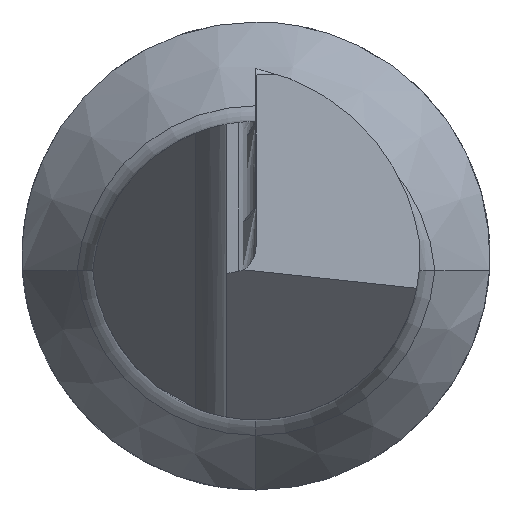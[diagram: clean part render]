
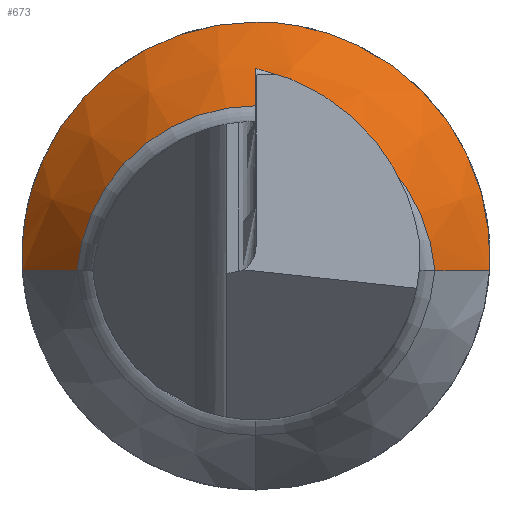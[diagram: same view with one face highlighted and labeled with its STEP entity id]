
A CAD part, left-side view. The second image highlights one B-rep face of the part: STEP entity #673.
In plain terms, the highlighted conical face has half-angle 30 degrees and reference radius 3.35 mm.
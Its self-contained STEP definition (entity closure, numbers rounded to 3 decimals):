
#2 = CARTESIAN_POINT ( 'NONE',  ( -2.3, -1.529, -0.125 ) ) ;
#6 = CARTESIAN_POINT ( 'NONE',  ( -1.063, 0.276, 1.986 ) ) ;
#8 = CARTESIAN_POINT ( 'NONE',  ( -1.147, 1.269, 1.552 ) ) ;
#22 = CARTESIAN_POINT ( 'NONE',  ( -1.081, 0.675, 1.888 ) ) ;
#27 = CARTESIAN_POINT ( 'NONE',  ( -1.073, 0.544, 1.929 ) ) ;
#56 = CARTESIAN_POINT ( 'NONE',  ( -1.06, -0.138, 2. ) ) ;
#59 = CARTESIAN_POINT ( 'NONE',  ( -1.165, 1.373, 1.46 ) ) ;
#67 = CARTESIAN_POINT ( 'NONE',  ( -1.06, 0., 2. ) ) ;
#96 = CARTESIAN_POINT ( 'NONE',  ( -1.116, 1.047, 1.71 ) ) ;
#99 = CONICAL_SURFACE ( 'NONE', #147, 3.35, 0.524 ) ;
#136 = CARTESIAN_POINT ( 'NONE',  ( -1.224, 1.65, 1.162 ) ) ;
#143 = AXIS2_PLACEMENT_3D ( 'NONE', #620, #627, #633 ) ;
#147 = AXIS2_PLACEMENT_3D ( 'NONE', #245, #228, #293 ) ;
#163 = CARTESIAN_POINT ( 'NONE',  ( -1.272, 1.794, 0.924 ) ) ;
#173 = CARTESIAN_POINT ( 'NONE',  ( -1.377, 1.974, 0.418 ) ) ;
#178 = VERTEX_POINT ( 'NONE', #919 ) ;
#180 = CARTESIAN_POINT ( 'NONE',  ( -1.434, 2.013, 0.146 ) ) ;
#182 = CARTESIAN_POINT ( 'NONE',  ( -1.493, 1.996, -0.125 ) ) ;
#183 = B_SPLINE_CURVE_WITH_KNOTS ( 'NONE', 3,
 ( #865, #861, #909, #918 ),
 .UNSPECIFIED., .F., .F.,
 ( 4, 4 ),
 ( 0., 0.001 ),
 .UNSPECIFIED. ) ;
#222 = CARTESIAN_POINT ( 'NONE',  ( -2.031, 1.685, -0.125 ) ) ;
#226 = CARTESIAN_POINT ( 'NONE',  ( -2.3, 1.529, -0.125 ) ) ;
#228 = DIRECTION ( 'NONE',  ( 1., 0., 0. ) ) ;
#231 = CARTESIAN_POINT ( 'NONE',  ( -1.762, 1.84, -0.125 ) ) ;
#234 = CARTESIAN_POINT ( 'NONE',  ( -1.493, 1.996, -0.125 ) ) ;
#245 = CARTESIAN_POINT ( 'NONE',  ( 0.845, 0., -0.25 ) ) ;
#293 = DIRECTION ( 'NONE',  ( 0., 0., -1. ) ) ;
#303 = VERTEX_POINT ( 'NONE', #2 ) ;
#340 = CARTESIAN_POINT ( 'NONE',  ( -2.3, 1.529, -0.125 ) ) ;
#342 = B_SPLINE_CURVE_WITH_KNOTS ( 'NONE', 3,
 ( #226, #222, #231, #234 ),
 .UNSPECIFIED., .F., .F.,
 ( 4, 4 ),
 ( 0., 0.001 ),
 .UNSPECIFIED. ) ;
#366 = ORIENTED_EDGE ( 'NONE', *, *, #669, .F. ) ;
#374 = CARTESIAN_POINT ( 'NONE',  ( -1.463, -2.005, 0.01 ) ) ;
#385 = CARTESIAN_POINT ( 'NONE',  ( -1.493, 1.996, -0.125 ) ) ;
#388 = CARTESIAN_POINT ( 'NONE',  ( -1.493, -1.996, -0.125 ) ) ;
#403 = CARTESIAN_POINT ( 'NONE',  ( -1.435, -1.999, 0.145 ) ) ;
#405 = CARTESIAN_POINT ( 'NONE',  ( -1.379, -1.962, 0.411 ) ) ;
#409 = CARTESIAN_POINT ( 'NONE',  ( -1.351, -1.929, 0.544 ) ) ;
#417 = CARTESIAN_POINT ( 'NONE',  ( -1.298, -1.839, 0.798 ) ) ;
#423 = CARTESIAN_POINT ( 'NONE',  ( -1.273, -1.781, 0.92 ) ) ;
#426 = CARTESIAN_POINT ( 'NONE',  ( -1.227, -1.641, 1.152 ) ) ;
#430 = EDGE_CURVE ( 'NONE', #178, #617, #854, .T. ) ;
#432 = CARTESIAN_POINT ( 'NONE',  ( -1.204, -1.557, 1.262 ) ) ;
#434 = CARTESIAN_POINT ( 'NONE',  ( -1.145, -1.281, 1.56 ) ) ;
#442 = CARTESIAN_POINT ( 'NONE',  ( -1.113, -1.052, 1.723 ) ) ;
#464 = CARTESIAN_POINT ( 'NONE',  ( -1.082, -0.676, 1.887 ) ) ;
#470 = CARTESIAN_POINT ( 'NONE',  ( -1.073, -0.543, 1.93 ) ) ;
#483 = CARTESIAN_POINT ( 'NONE',  ( -1.063, -0.274, 1.986 ) ) ;
#485 = CIRCLE ( 'NONE', #143, 1.534 ) ;
#534 = FACE_OUTER_BOUND ( 'NONE', #915, .T. ) ;
#536 = EDGE_CURVE ( 'NONE', #617, #683, #654, .T. ) ;
#548 = VERTEX_POINT ( 'NONE', #340 ) ;
#572 = ORIENTED_EDGE ( 'NONE', *, *, #793, .F. ) ;
#617 = VERTEX_POINT ( 'NONE', #67 ) ;
#620 = CARTESIAN_POINT ( 'NONE',  ( -2.3, 0., -0.25 ) ) ;
#627 = DIRECTION ( 'NONE',  ( 1., 0., 0. ) ) ;
#633 = DIRECTION ( 'NONE',  ( 0., 0., -1. ) ) ;
#654 = B_SPLINE_CURVE_WITH_KNOTS ( 'NONE', 3,
 ( #911, #959, #6, #27, #22, #713, #96, #8, #59, #136, #163, #173, #180, #182 ),
 .UNSPECIFIED., .F., .F.,
 ( 4, 2, 2, 2, 2, 2, 4 ),
 ( 0.003, 0.004, 0.004, 0.005, 0.005, 0.006, 0.007 ),
 .UNSPECIFIED. ) ;
#669 = EDGE_CURVE ( 'NONE', #548, #683, #342, .T. ) ;
#673 = ADVANCED_FACE ( 'NONE', ( #534 ), #99, .T. ) ;
#683 = VERTEX_POINT ( 'NONE', #385 ) ;
#684 = EDGE_CURVE ( 'NONE', #548, #303, #485, .T. ) ;
#711 = CARTESIAN_POINT ( 'NONE',  ( -1.06, 0., 2. ) ) ;
#713 = CARTESIAN_POINT ( 'NONE',  ( -1.103, 0.928, 1.777 ) ) ;
#793 = EDGE_CURVE ( 'NONE', #178, #303, #183, .T. ) ;
#807 = ORIENTED_EDGE ( 'NONE', *, *, #684, .T. ) ;
#854 = B_SPLINE_CURVE_WITH_KNOTS ( 'NONE', 3,
 ( #388, #374, #403, #405, #409, #417, #423, #426, #432, #434, #442, #464, #470, #483, #56, #711 ),
 .UNSPECIFIED., .F., .F.,
 ( 4, 2, 2, 2, 2, 2, 2, 4 ),
 ( 0., 0., 0.001, 0.001, 0.002, 0.002, 0.003, 0.003 ),
 .UNSPECIFIED. ) ;
#861 = CARTESIAN_POINT ( 'NONE',  ( -1.762, -1.84, -0.125 ) ) ;
#865 = CARTESIAN_POINT ( 'NONE',  ( -1.493, -1.996, -0.125 ) ) ;
#909 = CARTESIAN_POINT ( 'NONE',  ( -2.031, -1.685, -0.125 ) ) ;
#911 = CARTESIAN_POINT ( 'NONE',  ( -1.06, 0., 2. ) ) ;
#915 = EDGE_LOOP ( 'NONE', ( #966, #933, #366, #807, #572 ) ) ;
#918 = CARTESIAN_POINT ( 'NONE',  ( -2.3, -1.529, -0.125 ) ) ;
#919 = CARTESIAN_POINT ( 'NONE',  ( -1.493, -1.996, -0.125 ) ) ;
#933 = ORIENTED_EDGE ( 'NONE', *, *, #536, .T. ) ;
#959 = CARTESIAN_POINT ( 'NONE',  ( -1.06, 0.138, 2. ) ) ;
#966 = ORIENTED_EDGE ( 'NONE', *, *, #430, .T. ) ;
